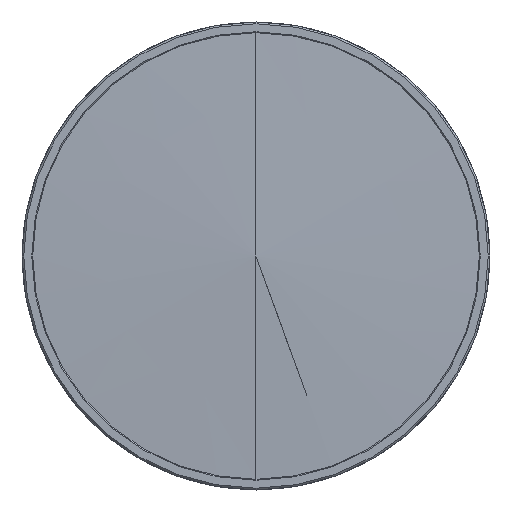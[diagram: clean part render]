
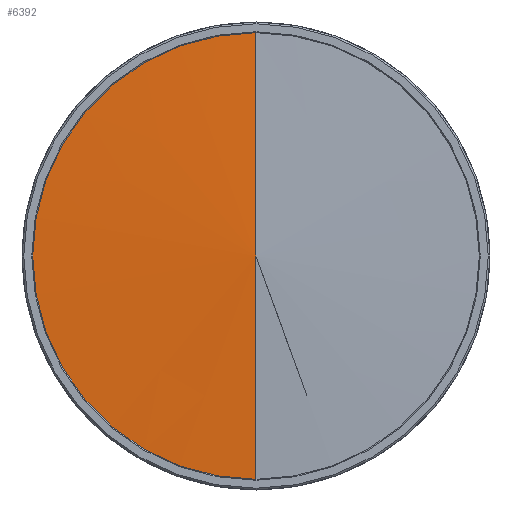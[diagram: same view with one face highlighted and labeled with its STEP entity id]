
A CAD part, left-side view. The second image highlights one B-rep face of the part: STEP entity #6392.
In plain terms, the highlighted conical face has half-angle 87.928 degrees and reference radius 127.121 mm.
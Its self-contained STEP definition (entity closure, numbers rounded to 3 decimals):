
#276 = EDGE_CURVE ( 'NONE', #5122, #3347, #4657, .T. ) ;
#319 = VERTEX_POINT ( 'NONE', #4528 ) ;
#439 = DIRECTION ( 'NONE',  ( 1., 0., 0. ) ) ;
#568 = FACE_OUTER_BOUND ( 'NONE', #5306, .T. ) ;
#755 = ORIENTED_EDGE ( 'NONE', *, *, #2612, .F. ) ;
#798 = ORIENTED_EDGE ( 'NONE', *, *, #276, .F. ) ;
#1446 = CONICAL_SURFACE ( 'NONE', #4749, 127.12, 1.535 ) ;
#1638 = VECTOR ( 'NONE', #5559, 1000. ) ;
#1795 = LINE ( 'NONE', #3513, #1638 ) ;
#2037 = CARTESIAN_POINT ( 'NONE',  ( 4.489, 0., 0. ) ) ;
#2612 = EDGE_CURVE ( 'NONE', #319, #5122, #1795, .T. ) ;
#2654 = ORIENTED_EDGE ( 'NONE', *, *, #3403, .T. ) ;
#2782 = CARTESIAN_POINT ( 'NONE',  ( 4.489, 0., -124.05 ) ) ;
#2871 = CARTESIAN_POINT ( 'NONE',  ( 4.6, 0., 127.12 ) ) ;
#3347 = VERTEX_POINT ( 'NONE', #3805 ) ;
#3403 = EDGE_CURVE ( 'NONE', #319, #3347, #4248, .T. ) ;
#3507 = DIRECTION ( 'NONE',  ( 0., 0., -1. ) ) ;
#3513 = CARTESIAN_POINT ( 'NONE',  ( 4.6, 0., -127.12 ) ) ;
#3805 = CARTESIAN_POINT ( 'NONE',  ( 4.489, 0., 124.05 ) ) ;
#4168 = AXIS2_PLACEMENT_3D ( 'NONE', #2037, #4571, #3507 ) ;
#4248 = LINE ( 'NONE', #2871, #5167 ) ;
#4378 = CARTESIAN_POINT ( 'NONE',  ( 4.6, 0., 0. ) ) ;
#4528 = CARTESIAN_POINT ( 'NONE',  ( 0., 0., 0. ) ) ;
#4571 = DIRECTION ( 'NONE',  ( 1., 0., 0. ) ) ;
#4657 = CIRCLE ( 'NONE', #4168, 124.05 ) ;
#4722 = DIRECTION ( 'NONE',  ( 0., 0., -1. ) ) ;
#4749 = AXIS2_PLACEMENT_3D ( 'NONE', #4378, #439, #4722 ) ;
#5122 = VERTEX_POINT ( 'NONE', #2782 ) ;
#5167 = VECTOR ( 'NONE', #5330, 1000. ) ;
#5306 = EDGE_LOOP ( 'NONE', ( #755, #2654, #798 ) ) ;
#5330 = DIRECTION ( 'NONE',  ( 0.036, 0., 0.999 ) ) ;
#5559 = DIRECTION ( 'NONE',  ( 0.036, 0., -0.999 ) ) ;
#6392 = ADVANCED_FACE ( 'NONE', ( #568 ), #1446, .T. ) ;
